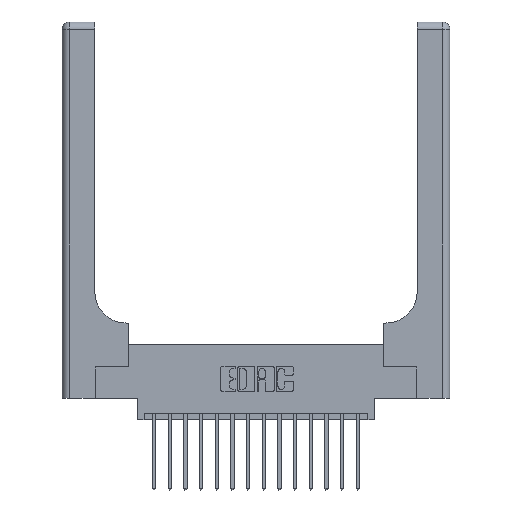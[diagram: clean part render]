
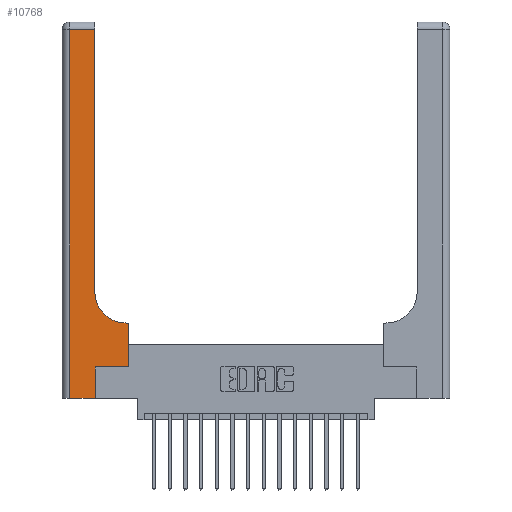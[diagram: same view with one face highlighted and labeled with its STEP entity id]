
A CAD part, top view. The second image highlights one B-rep face of the part: STEP entity #10768.
In plain terms, the highlighted planar face has unit normal (0, 0, 1).
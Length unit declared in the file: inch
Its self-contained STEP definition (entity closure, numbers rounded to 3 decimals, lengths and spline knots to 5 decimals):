
#226 = CARTESIAN_POINT ( 'NONE',  ( 0.26, 0.85, 0.37 ) ) ;
#294 = LINE ( 'NONE', #18652, #2696 ) ;
#524 = EDGE_LOOP ( 'NONE', ( #6088, #8037, #15674, #12271, #13666, #17045, #17401, #9464, #17808 ) ) ;
#583 = LINE ( 'NONE', #6433, #18586 ) ;
#1084 = VECTOR ( 'NONE', #5713, 39.37008 ) ;
#1417 = DIRECTION ( 'NONE',  ( 1., 0., 0. ) ) ;
#2115 = DIRECTION ( 'NONE',  ( 0., 0., -1. ) ) ;
#2696 = VECTOR ( 'NONE', #11679, 39.37008 ) ;
#2814 = CARTESIAN_POINT ( 'NONE',  ( 0.265, 0.25, 0.37 ) ) ;
#2899 = LINE ( 'NONE', #2814, #16144 ) ;
#2903 = LINE ( 'NONE', #11877, #12951 ) ;
#2949 = LINE ( 'NONE', #7559, #8768 ) ;
#3629 = DIRECTION ( 'NONE',  ( 0., 0., -1. ) ) ;
#3895 = VERTEX_POINT ( 'NONE', #7099 ) ;
#4459 = VERTEX_POINT ( 'NONE', #9263 ) ;
#4526 = EDGE_CURVE ( 'NONE', #5442, #4459, #583, .T. ) ;
#4994 = CARTESIAN_POINT ( 'NONE',  ( 0.26, 2.94, 0.37 ) ) ;
#5442 = VERTEX_POINT ( 'NONE', #8991 ) ;
#5468 = CARTESIAN_POINT ( 'NONE',  ( 0.528, 0.6, 0.37 ) ) ;
#5713 = DIRECTION ( 'NONE',  ( -1., 0., 0. ) ) ;
#6016 = PLANE ( 'NONE',  #7379 ) ;
#6088 = ORIENTED_EDGE ( 'NONE', *, *, #17869, .T. ) ;
#6417 = CARTESIAN_POINT ( 'NONE',  ( 0., 3., 0.37 ) ) ;
#6430 = VERTEX_POINT ( 'NONE', #6915 ) ;
#6433 = CARTESIAN_POINT ( 'NONE',  ( 0.06, 3., 0.37 ) ) ;
#6641 = EDGE_CURVE ( 'NONE', #11105, #16324, #7387, .T. ) ;
#6915 = CARTESIAN_POINT ( 'NONE',  ( 0.51, 0.6, 0.37 ) ) ;
#7099 = CARTESIAN_POINT ( 'NONE',  ( 0.265, 0., 0.37 ) ) ;
#7379 = AXIS2_PLACEMENT_3D ( 'NONE', #6417, #3629, #15171 ) ;
#7387 = LINE ( 'NONE', #17447, #12270 ) ;
#7461 = CARTESIAN_POINT ( 'NONE',  ( 0.265, 0.25, 0.37 ) ) ;
#7559 = CARTESIAN_POINT ( 'NONE',  ( 0., 0., 0.37 ) ) ;
#7611 = DIRECTION ( 'NONE',  ( -1., 0., 0. ) ) ;
#7942 = DIRECTION ( 'NONE',  ( 1., 0., 0. ) ) ;
#8037 = ORIENTED_EDGE ( 'NONE', *, *, #17892, .T. ) ;
#8768 = VECTOR ( 'NONE', #1417, 39.37008 ) ;
#8991 = CARTESIAN_POINT ( 'NONE',  ( 0.06, 2.94, 0.37 ) ) ;
#9263 = CARTESIAN_POINT ( 'NONE',  ( 0.06, 0., 0.37 ) ) ;
#9363 = LINE ( 'NONE', #17694, #13850 ) ;
#9464 = ORIENTED_EDGE ( 'NONE', *, *, #16745, .T. ) ;
#10316 = CARTESIAN_POINT ( 'NONE',  ( 0.528, 0.25, 0.37 ) ) ;
#10768 = ADVANCED_FACE ( 'NONE', ( #13129 ), #6016, .F. ) ;
#11105 = VERTEX_POINT ( 'NONE', #10316 ) ;
#11665 = VERTEX_POINT ( 'NONE', #226 ) ;
#11679 = DIRECTION ( 'NONE',  ( 0., 1., 0. ) ) ;
#11877 = CARTESIAN_POINT ( 'NONE',  ( 0., 2.94, 0.37 ) ) ;
#12126 = DIRECTION ( 'NONE',  ( 0., -1., 0. ) ) ;
#12270 = VECTOR ( 'NONE', #14583, 39.37008 ) ;
#12271 = ORIENTED_EDGE ( 'NONE', *, *, #17688, .T. ) ;
#12301 = LINE ( 'NONE', #18078, #1084 ) ;
#12462 = EDGE_CURVE ( 'NONE', #6430, #11665, #18614, .T. ) ;
#12889 = AXIS2_PLACEMENT_3D ( 'NONE', #18247, #2115, #7942 ) ;
#12951 = VECTOR ( 'NONE', #7611, 39.37008 ) ;
#13129 = FACE_OUTER_BOUND ( 'NONE', #524, .T. ) ;
#13489 = VERTEX_POINT ( 'NONE', #7461 ) ;
#13666 = ORIENTED_EDGE ( 'NONE', *, *, #18300, .T. ) ;
#13850 = VECTOR ( 'NONE', #15079, 39.37008 ) ;
#14583 = DIRECTION ( 'NONE',  ( 0., 1., 0. ) ) ;
#15079 = DIRECTION ( 'NONE',  ( 0., 1., 0. ) ) ;
#15171 = DIRECTION ( 'NONE',  ( -1., 0., 0. ) ) ;
#15477 = EDGE_CURVE ( 'NONE', #13489, #11105, #2899, .T. ) ;
#15674 = ORIENTED_EDGE ( 'NONE', *, *, #4526, .T. ) ;
#15988 = DIRECTION ( 'NONE',  ( 1., 0., 0. ) ) ;
#16144 = VECTOR ( 'NONE', #15988, 39.37008 ) ;
#16181 = VERTEX_POINT ( 'NONE', #4994 ) ;
#16324 = VERTEX_POINT ( 'NONE', #5468 ) ;
#16745 = EDGE_CURVE ( 'NONE', #16324, #6430, #12301, .T. ) ;
#17045 = ORIENTED_EDGE ( 'NONE', *, *, #15477, .T. ) ;
#17401 = ORIENTED_EDGE ( 'NONE', *, *, #6641, .T. ) ;
#17447 = CARTESIAN_POINT ( 'NONE',  ( 0.528, 0.25, 0.37 ) ) ;
#17688 = EDGE_CURVE ( 'NONE', #4459, #3895, #2949, .T. ) ;
#17694 = CARTESIAN_POINT ( 'NONE',  ( 0.26, 3., 0.37 ) ) ;
#17808 = ORIENTED_EDGE ( 'NONE', *, *, #12462, .T. ) ;
#17869 = EDGE_CURVE ( 'NONE', #11665, #16181, #9363, .T. ) ;
#17892 = EDGE_CURVE ( 'NONE', #16181, #5442, #2903, .T. ) ;
#18078 = CARTESIAN_POINT ( 'NONE',  ( 0.26, 0.6, 0.37 ) ) ;
#18247 = CARTESIAN_POINT ( 'NONE',  ( 0.51, 0.85, 0.37 ) ) ;
#18300 = EDGE_CURVE ( 'NONE', #3895, #13489, #294, .T. ) ;
#18586 = VECTOR ( 'NONE', #12126, 39.37008 ) ;
#18614 = CIRCLE ( 'NONE', #12889, 0.25 ) ;
#18652 = CARTESIAN_POINT ( 'NONE',  ( 0.265, 0., 0.37 ) ) ;
